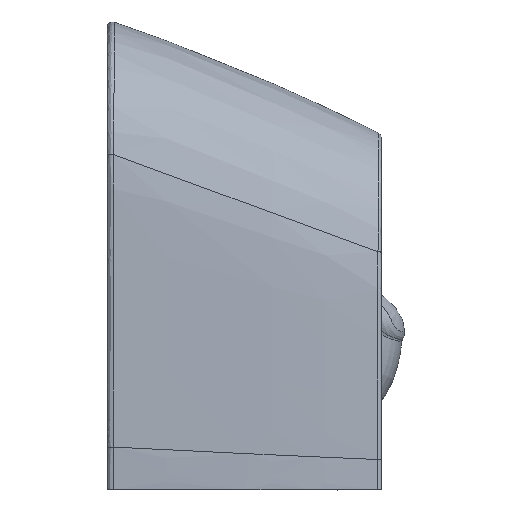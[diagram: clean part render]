
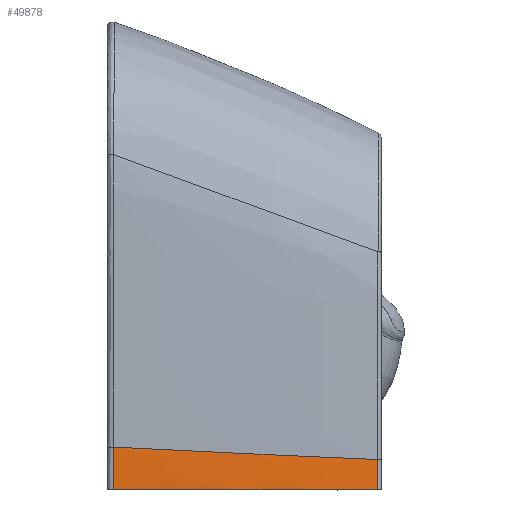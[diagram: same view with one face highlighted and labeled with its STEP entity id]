
A CAD part, left-side view. The second image highlights one B-rep face of the part: STEP entity #49878.
In plain terms, the highlighted free-form (B-spline) face has degree [5, 5] with [6, 6] control points.
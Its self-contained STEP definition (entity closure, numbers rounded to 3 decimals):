
#8177=CARTESIAN_POINT('',(-145.795,-312.935,
-15.));
#8217=CARTESIAN_POINT('',(-182.707,-6.523,
-15.));
#11552=CARTESIAN_POINT('',(-145.713,-312.947,
20.259));
#11553=CARTESIAN_POINT('',(-145.713,-312.948,
17.694));
#11554=CARTESIAN_POINT('',(-145.717,-312.948,
12.68));
#11555=CARTESIAN_POINT('',(-145.732,-312.946,
5.545));
#11556=CARTESIAN_POINT('',(-145.752,-312.943,
-1.324));
#11557=CARTESIAN_POINT('',(-145.774,-312.939,
-7.949));
#11558=CARTESIAN_POINT('',(-145.788,-312.936,
-12.629));
#11559=CARTESIAN_POINT('',(-145.795,-312.935,
-15.));
#11561=CARTESIAN_POINT('',(-145.795,-312.935,
-15.));
#11562=CARTESIAN_POINT('',(-150.606,-287.657,
-15.));
#11563=CARTESIAN_POINT('',(-159.063,-236.919,
-15.));
#11564=CARTESIAN_POINT('',(-168.535,-160.316,
-15.));
#11565=CARTESIAN_POINT('',(-175.974,-83.432,
-15.));
#11566=CARTESIAN_POINT('',(-180.463,-32.15,
-15.));
#11567=CARTESIAN_POINT('',(-182.707,-6.523,
-15.));
#11569=CARTESIAN_POINT('',(-182.707,-6.523,
-15.));
#11570=CARTESIAN_POINT('',(-183.193,-6.519,
1.551));
#11571=CARTESIAN_POINT('',(-183.687,-6.553,
18.135));
#11572=CARTESIAN_POINT('',(-183.685,-6.55,
34.665));
#11598=CARTESIAN_POINT('',(-183.229,-11.5,
34.404));
#11599=CARTESIAN_POINT('',(-180.914,-36.663,
33.092));
#11600=CARTESIAN_POINT('',(-176.292,-87.038,
30.537));
#11601=CARTESIAN_POINT('',(-168.653,-162.624,
26.9));
#11602=CARTESIAN_POINT('',(-159.023,-238.014,
23.464));
#11603=CARTESIAN_POINT('',(-150.525,-288.017,
21.305));
#11604=CARTESIAN_POINT('',(-145.713,-312.947,
20.259));
#11606=CARTESIAN_POINT('',(-183.685,-6.55,
34.665));
#11607=CARTESIAN_POINT('',(-183.533,-8.2,
34.578));
#11608=CARTESIAN_POINT('',(-183.381,-9.85,
34.49));
#11609=CARTESIAN_POINT('',(-183.229,-11.5,
34.404));
#11611=CARTESIAN_POINT('',(-183.685,-6.55,
34.665));
#14137=VERTEX_POINT('',#11611);
#14138=VERTEX_POINT('',#8217);
#14224=VERTEX_POINT('',#8177);
#14225=VERTEX_POINT('',#11552);
#14465=VERTEX_POINT('',#11609);
#49831=CARTESIAN_POINT('',(-184.287,0.,35.639));
#49832=CARTESIAN_POINT('',(-184.294,0.,25.402));
#49833=CARTESIAN_POINT('',(-184.154,0.,15.149));
#49834=CARTESIAN_POINT('',(-183.864,0.,4.881));
#49835=CARTESIAN_POINT('',(-183.567,0.,-5.38));
#49836=CARTESIAN_POINT('',(-183.26,0.,-15.631));
#49837=CARTESIAN_POINT('',(-178.467,-63.295,
32.271));
#49838=CARTESIAN_POINT('',(-178.484,-63.318,
22.707));
#49839=CARTESIAN_POINT('',(-178.385,-63.342,
13.134));
#49840=CARTESIAN_POINT('',(-178.169,-63.367,
3.552));
#49841=CARTESIAN_POINT('',(-177.947,-63.392,
-6.023));
#49842=CARTESIAN_POINT('',(-177.716,-63.419,
-15.589));
#49843=CARTESIAN_POINT('',(-172.606,-126.708,
29.08));
#49844=CARTESIAN_POINT('',(-172.624,-126.744,
20.156));
#49845=CARTESIAN_POINT('',(-172.56,-126.781,
11.229));
#49846=CARTESIAN_POINT('',(-172.41,-126.818,
2.298));
#49847=CARTESIAN_POINT('',(-172.255,-126.857,
-6.629));
#49848=CARTESIAN_POINT('',(-172.094,-126.898,
-15.549));
#49849=CARTESIAN_POINT('',(-166.704,-190.242,
26.068));
#49850=CARTESIAN_POINT('',(-166.717,-190.279,
17.749));
#49851=CARTESIAN_POINT('',(-166.679,-190.317,
9.432));
#49852=CARTESIAN_POINT('',(-166.588,-190.355,
1.118));
#49853=CARTESIAN_POINT('',(-166.493,-190.395,
-7.198));
#49854=CARTESIAN_POINT('',(-166.393,-190.437,
-15.512));
#49855=CARTESIAN_POINT('',(-157.334,-253.313,
23.233));
#49856=CARTESIAN_POINT('',(-157.342,-253.334,
15.485));
#49857=CARTESIAN_POINT('',(-157.331,-253.355,
7.745));
#49858=CARTESIAN_POINT('',(-157.301,-253.376,
0.011));
#49859=CARTESIAN_POINT('',(-157.267,-253.398,
-7.73));
#49860=CARTESIAN_POINT('',(-157.23,-253.421,
-15.477));
#49861=CARTESIAN_POINT('',(-145.116,-316.028,
20.575));
#49862=CARTESIAN_POINT('',(-145.117,-316.015,
13.365));
#49863=CARTESIAN_POINT('',(-145.133,-316.002,
6.165));
#49864=CARTESIAN_POINT('',(-145.164,-315.989,
-1.022));
#49865=CARTESIAN_POINT('',(-145.192,-315.976,
-8.225));
#49866=CARTESIAN_POINT('',(-145.218,-315.962,
-15.445));
#49867=B_SPLINE_SURFACE_WITH_KNOTS('',5,5,((#49831,#49832,#49833,#49834,#49835,
#49836),(#49837,#49838,#49839,#49840,#49841,#49842),(#49843,#49844,#49845,
#49846,#49847,#49848),(#49849,#49850,#49851,#49852,#49853,#49854),(#49855,
#49856,#49857,#49858,#49859,#49860),(#49861,#49862,#49863,#49864,#49865,
#49866)),.UNSPECIFIED.,.F.,.F.,.F.,(6,6),(6,6),(0.,1.09),(
0.962,1.),.UNSPECIFIED.);
#49869=ORIENTED_EDGE('',*,*,#49868,.T.);
#49871=ORIENTED_EDGE('',*,*,#49870,.T.);
#49872=ORIENTED_EDGE('',*,*,#49823,.T.);
#49873=ORIENTED_EDGE('',*,*,#41975,.T.);
#49875=ORIENTED_EDGE('',*,*,#49874,.T.);
#49876=EDGE_LOOP('',(#49869,#49871,#49872,#49873,#49875));
#49877=FACE_OUTER_BOUND('',#49876,.F.);
#49878=ADVANCED_FACE('',(#49877),#49867,.F.);
#11560=B_SPLINE_CURVE_WITH_KNOTS('',3,(#11552,#11553,#11554,#11555,#11556,
#11557,#11558,#11559),.UNSPECIFIED.,.F.,.F.,(4,1,1,1,1,4),(0.,0.2,0.4,
0.6,0.8,1.),.UNSPECIFIED.);
#11568=B_SPLINE_CURVE_WITH_KNOTS('',3,(#11561,#11562,#11563,#11564,#11565,
#11566,#11567),.UNSPECIFIED.,.F.,.F.,(4,1,1,1,4),(0.,0.25,0.5,0.75,
1.),.UNSPECIFIED.);
#11573=B_SPLINE_CURVE_WITH_KNOTS('',3,(#11569,#11570,#11571,#11572),
.UNSPECIFIED.,.F.,.F.,(4,4),(0.,1.),.UNSPECIFIED.);
#11605=B_SPLINE_CURVE_WITH_KNOTS('',3,(#11598,#11599,#11600,#11601,#11602,
#11603,#11604),.UNSPECIFIED.,.F.,.F.,(4,1,1,1,4),(0.,0.25,0.5,0.75,
1.),.UNSPECIFIED.);
#11610=B_SPLINE_CURVE_WITH_KNOTS('',3,(#11606,#11607,#11608,#11609),
.UNSPECIFIED.,.F.,.F.,(4,4),(0.,1.),.UNSPECIFIED.);
#41975=EDGE_CURVE('',#14224,#14138,#11568,.T.);
#49823=EDGE_CURVE('',#14225,#14224,#11560,.T.);
#49868=EDGE_CURVE('',#14137,#14465,#11610,.T.);
#49870=EDGE_CURVE('',#14465,#14225,#11605,.T.);
#49874=EDGE_CURVE('',#14138,#14137,#11573,.T.);
